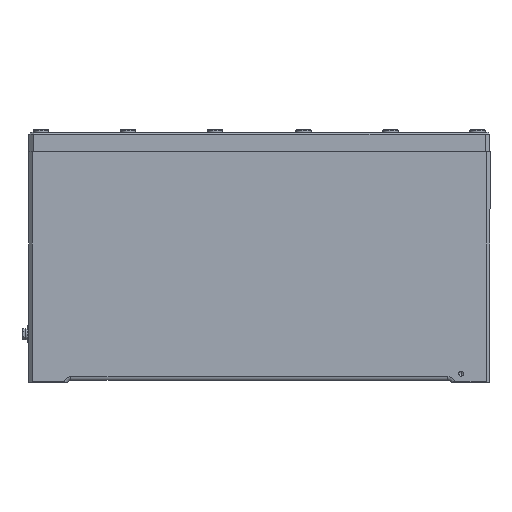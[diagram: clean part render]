
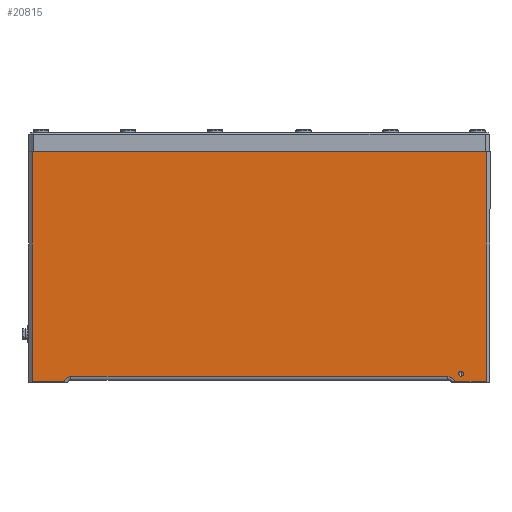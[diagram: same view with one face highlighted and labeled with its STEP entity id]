
A CAD part, front view. The second image highlights one B-rep face of the part: STEP entity #20815.
In plain terms, the highlighted planar face has unit normal (0, -1, 0).
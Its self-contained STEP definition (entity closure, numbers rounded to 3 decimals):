
#221 = AXIS2_PLACEMENT_3D ( 'NONE', #50762, #50133, #16824 ) ;
#1171 = VERTEX_POINT ( 'NONE', #59296 ) ;
#2166 = CIRCLE ( 'NONE', #221, 8. ) ;
#5198 = ORIENTED_EDGE ( 'NONE', *, *, #20789, .T. ) ;
#7885 = DIRECTION ( 'NONE',  ( 0., 0., 1. ) ) ;
#7949 = CIRCLE ( 'NONE', #13449, 2.5 ) ;
#9179 = CARTESIAN_POINT ( 'NONE',  ( 236., -240., -1. ) ) ;
#9907 = AXIS2_PLACEMENT_3D ( 'NONE', #44366, #11104, #10898 ) ;
#10898 = DIRECTION ( 'NONE',  ( 0., 0., -1. ) ) ;
#11104 = DIRECTION ( 'NONE',  ( 0., -1., 0. ) ) ;
#12498 = DIRECTION ( 'NONE',  ( 1., 0., 0. ) ) ;
#12867 = VERTEX_POINT ( 'NONE', #38981 ) ;
#13449 = AXIS2_PLACEMENT_3D ( 'NONE', #20124, #15926, #54062 ) ;
#13454 = DIRECTION ( 'NONE',  ( 1., 0., 0. ) ) ;
#14050 = ORIENTED_EDGE ( 'NONE', *, *, #17219, .F. ) ;
#15149 = DIRECTION ( 'NONE',  ( 1., 0., 0. ) ) ;
#15559 = EDGE_CURVE ( 'NONE', #21730, #47607, #16366, .T. ) ;
#15879 = DIRECTION ( 'NONE',  ( 0., 0., -1. ) ) ;
#15926 = DIRECTION ( 'NONE',  ( 0., -1., 0. ) ) ;
#16366 = LINE ( 'NONE', #17082, #58574 ) ;
#16554 = CARTESIAN_POINT ( 'NONE',  ( 236., -240., -1. ) ) ;
#16824 = DIRECTION ( 'NONE',  ( 0., 0., 1. ) ) ;
#17082 = CARTESIAN_POINT ( 'NONE',  ( -240., -240., 4. ) ) ;
#17219 = EDGE_CURVE ( 'NONE', #17706, #47607, #17311, .T. ) ;
#17311 = CIRCLE ( 'NONE', #52872, 8. ) ;
#17406 = VECTOR ( 'NONE', #15879, 1000. ) ;
#17609 = PLANE ( 'NONE',  #32928 ) ;
#17706 = VERTEX_POINT ( 'NONE', #50894 ) ;
#17844 = VERTEX_POINT ( 'NONE', #60582 ) ;
#17880 = DIRECTION ( 'NONE',  ( 0., -1., 0. ) ) ;
#18863 = EDGE_LOOP ( 'NONE', ( #52135, #49482, #24586, #39049, #53183, #14050, #5198, #39995 ) ) ;
#19369 = CARTESIAN_POINT ( 'NONE',  ( 210., -240., 9.5 ) ) ;
#19393 = LINE ( 'NONE', #60757, #25374 ) ;
#19876 = EDGE_CURVE ( 'NONE', #39944, #17844, #56290, .T. ) ;
#20124 = CARTESIAN_POINT ( 'NONE',  ( 210., -240., 7. ) ) ;
#20789 = EDGE_CURVE ( 'NONE', #17706, #48281, #59144, .T. ) ;
#20815 = ADVANCED_FACE ( 'NONE', ( #25166, #47918 ), #17609, .F. ) ;
#21361 = DIRECTION ( 'NONE',  ( 1., 0., 0. ) ) ;
#21730 = VERTEX_POINT ( 'NONE', #50089 ) ;
#21776 = DIRECTION ( 'NONE',  ( 0., 0., 1. ) ) ;
#21954 = CARTESIAN_POINT ( 'NONE',  ( -203.416, -240., -1. ) ) ;
#22058 = CARTESIAN_POINT ( 'NONE',  ( 196., -240., -4. ) ) ;
#22203 = DIRECTION ( 'NONE',  ( 0., 1., 0. ) ) ;
#22499 = CARTESIAN_POINT ( 'NONE',  ( -236., -240., -1. ) ) ;
#23118 = VERTEX_POINT ( 'NONE', #21954 ) ;
#24586 = ORIENTED_EDGE ( 'NONE', *, *, #49002, .T. ) ;
#25166 = FACE_BOUND ( 'NONE', #48014, .T. ) ;
#25374 = VECTOR ( 'NONE', #7885, 1000. ) ;
#26097 = EDGE_CURVE ( 'NONE', #48281, #1171, #19393, .T. ) ;
#27914 = LINE ( 'NONE', #39473, #17406 ) ;
#28392 = CARTESIAN_POINT ( 'NONE',  ( -204., -240., -1. ) ) ;
#29969 = LINE ( 'NONE', #43112, #53441 ) ;
#31957 = EDGE_CURVE ( 'NONE', #12867, #42421, #27914, .T. ) ;
#32928 = AXIS2_PLACEMENT_3D ( 'NONE', #55747, #22203, #21776 ) ;
#38981 = CARTESIAN_POINT ( 'NONE',  ( -236., -240., 238. ) ) ;
#39049 = ORIENTED_EDGE ( 'NONE', *, *, #58484, .F. ) ;
#39358 = EDGE_CURVE ( 'NONE', #12867, #1171, #29969, .T. ) ;
#39473 = CARTESIAN_POINT ( 'NONE',  ( -236., -240., 240.5 ) ) ;
#39548 = VECTOR ( 'NONE', #21361, 1000. ) ;
#39944 = VERTEX_POINT ( 'NONE', #19369 ) ;
#39995 = ORIENTED_EDGE ( 'NONE', *, *, #26097, .T. ) ;
#42421 = VERTEX_POINT ( 'NONE', #22499 ) ;
#42755 = EDGE_CURVE ( 'NONE', #17844, #39944, #7949, .T. ) ;
#43112 = CARTESIAN_POINT ( 'NONE',  ( -240., -240., 238. ) ) ;
#44366 = CARTESIAN_POINT ( 'NONE',  ( 210., -240., 7. ) ) ;
#46398 = ORIENTED_EDGE ( 'NONE', *, *, #19876, .F. ) ;
#46950 = CARTESIAN_POINT ( 'NONE',  ( 196., -240., 4. ) ) ;
#47607 = VERTEX_POINT ( 'NONE', #46950 ) ;
#47918 = FACE_OUTER_BOUND ( 'NONE', #18863, .T. ) ;
#48014 = EDGE_LOOP ( 'NONE', ( #53405, #46398 ) ) ;
#48281 = VERTEX_POINT ( 'NONE', #9179 ) ;
#49002 = EDGE_CURVE ( 'NONE', #42421, #23118, #57869, .T. ) ;
#49482 = ORIENTED_EDGE ( 'NONE', *, *, #31957, .T. ) ;
#50089 = CARTESIAN_POINT ( 'NONE',  ( -196., -240., 4. ) ) ;
#50133 = DIRECTION ( 'NONE',  ( 0., -1., 0. ) ) ;
#50762 = CARTESIAN_POINT ( 'NONE',  ( -196., -240., -4. ) ) ;
#50894 = CARTESIAN_POINT ( 'NONE',  ( 203.416, -240., -1. ) ) ;
#51107 = VECTOR ( 'NONE', #15149, 1000. ) ;
#52135 = ORIENTED_EDGE ( 'NONE', *, *, #39358, .F. ) ;
#52872 = AXIS2_PLACEMENT_3D ( 'NONE', #22058, #17880, #55597 ) ;
#53183 = ORIENTED_EDGE ( 'NONE', *, *, #15559, .T. ) ;
#53405 = ORIENTED_EDGE ( 'NONE', *, *, #42755, .F. ) ;
#53441 = VECTOR ( 'NONE', #13454, 1000. ) ;
#54062 = DIRECTION ( 'NONE',  ( 0., 0., -1. ) ) ;
#55597 = DIRECTION ( 'NONE',  ( 0., 0., 1. ) ) ;
#55747 = CARTESIAN_POINT ( 'NONE',  ( -240., -240., 240.5 ) ) ;
#56290 = CIRCLE ( 'NONE', #9907, 2.5 ) ;
#57869 = LINE ( 'NONE', #28392, #51107 ) ;
#58484 = EDGE_CURVE ( 'NONE', #21730, #23118, #2166, .T. ) ;
#58574 = VECTOR ( 'NONE', #12498, 1000. ) ;
#59144 = LINE ( 'NONE', #16554, #39548 ) ;
#59296 = CARTESIAN_POINT ( 'NONE',  ( 236., -240., 238. ) ) ;
#60582 = CARTESIAN_POINT ( 'NONE',  ( 210., -240., 4.5 ) ) ;
#60757 = CARTESIAN_POINT ( 'NONE',  ( 236., -240., 240.5 ) ) ;
